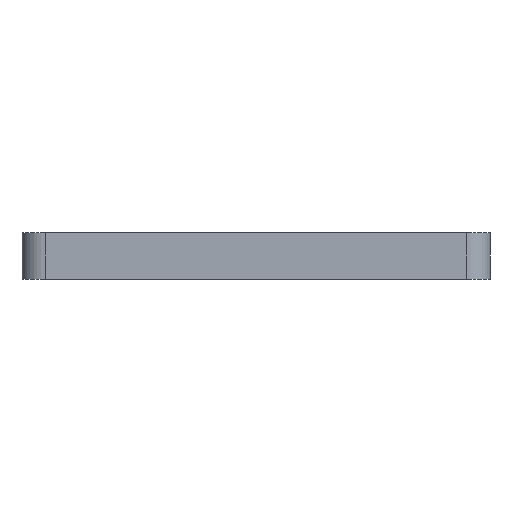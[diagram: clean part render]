
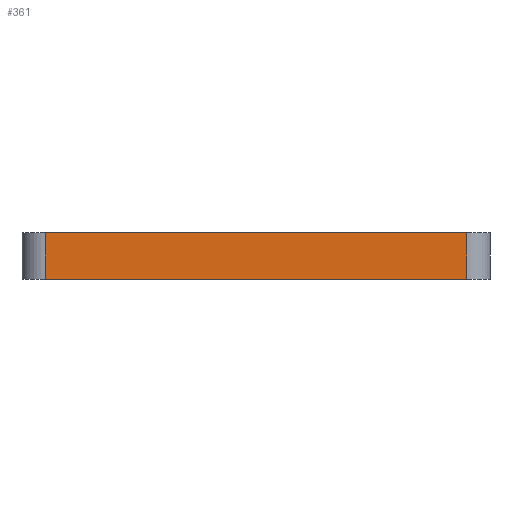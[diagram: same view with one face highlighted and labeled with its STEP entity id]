
A CAD part, front view. The second image highlights one B-rep face of the part: STEP entity #361.
In plain terms, the highlighted planar face has unit normal (0, -1, 0).
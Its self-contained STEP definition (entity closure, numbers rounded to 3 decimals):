
#46 = CARTESIAN_POINT ( 'NONE',  ( 2., 0., 4. ) ) ;
#49 = CARTESIAN_POINT ( 'NONE',  ( 2., 0., 0. ) ) ;
#52 = CARTESIAN_POINT ( 'NONE',  ( 38., 0., 0. ) ) ;
#64 = CARTESIAN_POINT ( 'NONE',  ( 38., 0., 4. ) ) ;
#105 = CARTESIAN_POINT ( 'NONE',  ( 38., 0., 4. ) ) ;
#140 = DIRECTION ( 'NONE',  ( 0., 0., 1. ) ) ;
#147 = PLANE ( 'NONE',  #421 ) ;
#150 = DIRECTION ( 'NONE',  ( 0., 1., 0. ) ) ;
#152 = DIRECTION ( 'NONE',  ( -1., 0., 0. ) ) ;
#361 = ADVANCED_FACE ( 'NONE', ( #876 ), #147, .F. ) ;
#421 = AXIS2_PLACEMENT_3D ( 'NONE', #423, #150, #152 ) ;
#423 = CARTESIAN_POINT ( 'NONE',  ( 40., 0., 4. ) ) ;
#521 = VECTOR ( 'NONE', #1445, 1000. ) ;
#527 = LINE ( 'NONE', #1438, #521 ) ;
#566 = EDGE_CURVE ( 'NONE', #1077, #1084, #705, .T. ) ;
#598 = VECTOR ( 'NONE', #140, 1000. ) ;
#603 = LINE ( 'NONE', #105, #598 ) ;
#632 = VECTOR ( 'NONE', #1364, 1000. ) ;
#642 = LINE ( 'NONE', #1348, #632 ) ;
#692 = EDGE_CURVE ( 'NONE', #1071, #1077, #642, .T. ) ;
#705 = LINE ( 'NONE', #1037, #710 ) ;
#710 = VECTOR ( 'NONE', #1039, 1000. ) ;
#730 = EDGE_CURVE ( 'NONE', #1084, #1079, #603, .T. ) ;
#771 = EDGE_CURVE ( 'NONE', #1071, #1079, #527, .T. ) ;
#876 = FACE_OUTER_BOUND ( 'NONE', #906, .T. ) ;
#906 = EDGE_LOOP ( 'NONE', ( #1046, #1074, #932, #1099 ) ) ;
#932 = ORIENTED_EDGE ( 'NONE', *, *, #771, .F. ) ;
#1037 = CARTESIAN_POINT ( 'NONE',  ( 40., 0., 0. ) ) ;
#1039 = DIRECTION ( 'NONE',  ( 1., 0., 0. ) ) ;
#1046 = ORIENTED_EDGE ( 'NONE', *, *, #566, .T. ) ;
#1071 = VERTEX_POINT ( 'NONE', #46 ) ;
#1074 = ORIENTED_EDGE ( 'NONE', *, *, #730, .T. ) ;
#1077 = VERTEX_POINT ( 'NONE', #49 ) ;
#1079 = VERTEX_POINT ( 'NONE', #64 ) ;
#1084 = VERTEX_POINT ( 'NONE', #52 ) ;
#1099 = ORIENTED_EDGE ( 'NONE', *, *, #692, .T. ) ;
#1348 = CARTESIAN_POINT ( 'NONE',  ( 2., 0., 4. ) ) ;
#1364 = DIRECTION ( 'NONE',  ( 0., 0., -1. ) ) ;
#1438 = CARTESIAN_POINT ( 'NONE',  ( 40., 0., 4. ) ) ;
#1445 = DIRECTION ( 'NONE',  ( 1., 0., 0. ) ) ;
